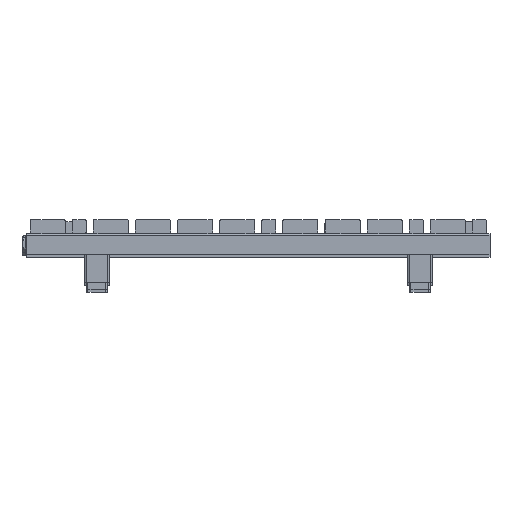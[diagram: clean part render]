
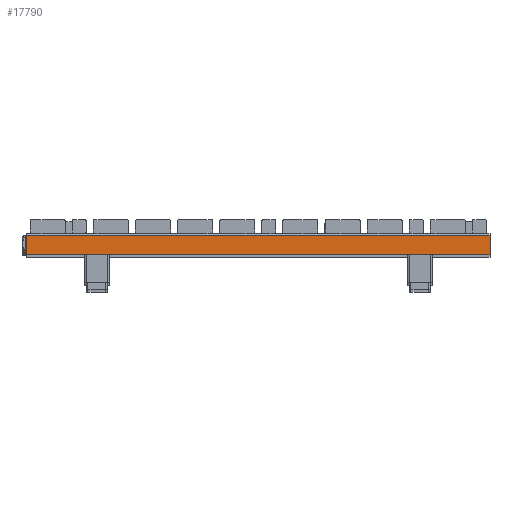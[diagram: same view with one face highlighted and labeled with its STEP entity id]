
A CAD part, top view. The second image highlights one B-rep face of the part: STEP entity #17790.
In plain terms, the highlighted planar face has unit normal (0, 0, 1).
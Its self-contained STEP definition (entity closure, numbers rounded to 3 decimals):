
#5952=DIRECTION('',(0.,-1.,0.));
#5953=VECTOR('',#5952,27.75);
#5954=CARTESIAN_POINT('',(6000.,12.75,2070.));
#5955=LINE('',#5954,#5953);
#5959=DIRECTION('',(0.,1.,0.));
#5960=VECTOR('',#5959,27.75);
#5961=CARTESIAN_POINT('',(5340.,-15.,2070.));
#5962=LINE('',#5961,#5960);
#5966=DIRECTION('',(1.,0.,0.));
#5967=VECTOR('',#5966,660.);
#5968=CARTESIAN_POINT('',(5340.,12.75,2070.));
#5969=LINE('',#5968,#5967);
#5994=DIRECTION('',(1.,0.,0.));
#5995=VECTOR('',#5994,660.);
#5996=CARTESIAN_POINT('',(5340.,-15.,2070.));
#5997=LINE('',#5996,#5995);
#12843=CARTESIAN_POINT('',(6000.,12.75,2070.));
#12845=VERTEX_POINT('',#12843);
#12851=CARTESIAN_POINT('',(5340.,12.75,2070.));
#12853=VERTEX_POINT('',#12851);
#14064=CARTESIAN_POINT('',(6000.,-15.,2070.));
#14066=VERTEX_POINT('',#14064);
#14070=CARTESIAN_POINT('',(5340.,-15.,2070.));
#14071=VERTEX_POINT('',#14070);
#17778=CARTESIAN_POINT('',(0.,12.75,2070.));
#17779=DIRECTION('',(0.,0.,1.));
#17780=DIRECTION('',(0.,-1.,0.));
#17781=AXIS2_PLACEMENT_3D('',#17778,#17779,#17780);
#17782=PLANE('',#17781);
#17783=ORIENTED_EDGE('',*,*,#17697,.T.);
#17785=ORIENTED_EDGE('',*,*,#17784,.F.);
#17786=ORIENTED_EDGE('',*,*,#17748,.T.);
#17787=ORIENTED_EDGE('',*,*,#16353,.T.);
#17788=EDGE_LOOP('',(#17783,#17785,#17786,#17787));
#17789=FACE_OUTER_BOUND('',#17788,.F.);
#16353=EDGE_CURVE('',#12853,#12845,#5969,.T.);
#17697=EDGE_CURVE('',#12845,#14066,#5955,.T.);
#17748=EDGE_CURVE('',#14071,#12853,#5962,.T.);
#17784=EDGE_CURVE('',#14071,#14066,#5997,.T.);
#17790=ADVANCED_FACE('',(#17789),#17782,.T.);
